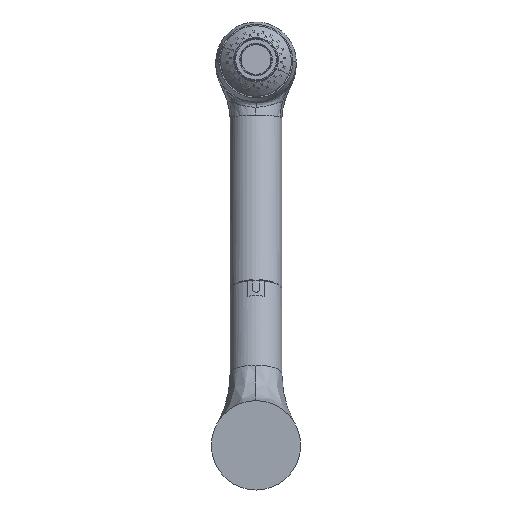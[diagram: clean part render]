
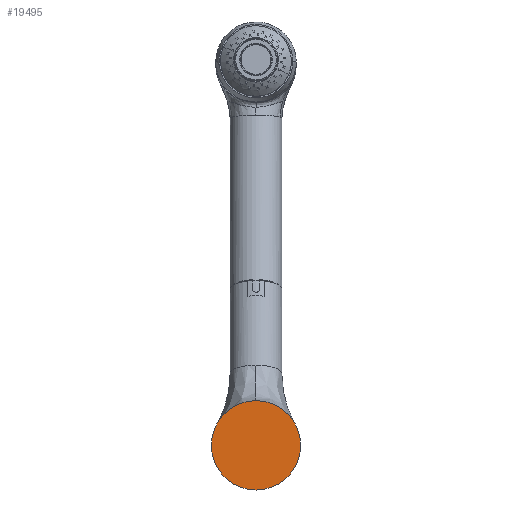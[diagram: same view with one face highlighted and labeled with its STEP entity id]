
A CAD part, front view. The second image highlights one B-rep face of the part: STEP entity #19495.
In plain terms, the highlighted planar face has unit normal (0, -1, 0).
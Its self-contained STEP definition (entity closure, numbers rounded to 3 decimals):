
#2330 = DIRECTION ( 'NONE',  ( 0., 0., -1. ) ) ;
#3114 = AXIS2_PLACEMENT_3D ( 'NONE', #14737, #3874, #22717 ) ;
#3874 = DIRECTION ( 'NONE',  ( 0., 1., 0. ) ) ;
#6752 = VERTEX_POINT ( 'NONE', #26594 ) ;
#7261 = AXIS2_PLACEMENT_3D ( 'NONE', #34293, #18591, #2330 ) ;
#7758 = EDGE_LOOP ( 'NONE', ( #18419 ) ) ;
#14737 = CARTESIAN_POINT ( 'NONE',  ( 0., 0., 0. ) ) ;
#17428 = PLANE ( 'NONE',  #3114 ) ;
#18419 = ORIENTED_EDGE ( 'NONE', *, *, #22003, .F. ) ;
#18591 = DIRECTION ( 'NONE',  ( 0., 1., 0. ) ) ;
#19495 = ADVANCED_FACE ( 'NONE', ( #27512 ), #17428, .F. ) ;
#22003 = EDGE_CURVE ( 'NONE', #6752, #6752, #24349, .T. ) ;
#22717 = DIRECTION ( 'NONE',  ( 0., 0., 1. ) ) ;
#24349 = CIRCLE ( 'NONE', #7261, 25. ) ;
#26594 = CARTESIAN_POINT ( 'NONE',  ( 0., 0., -25. ) ) ;
#27512 = FACE_OUTER_BOUND ( 'NONE', #7758, .T. ) ;
#34293 = CARTESIAN_POINT ( 'NONE',  ( 0., 0., 0. ) ) ;
